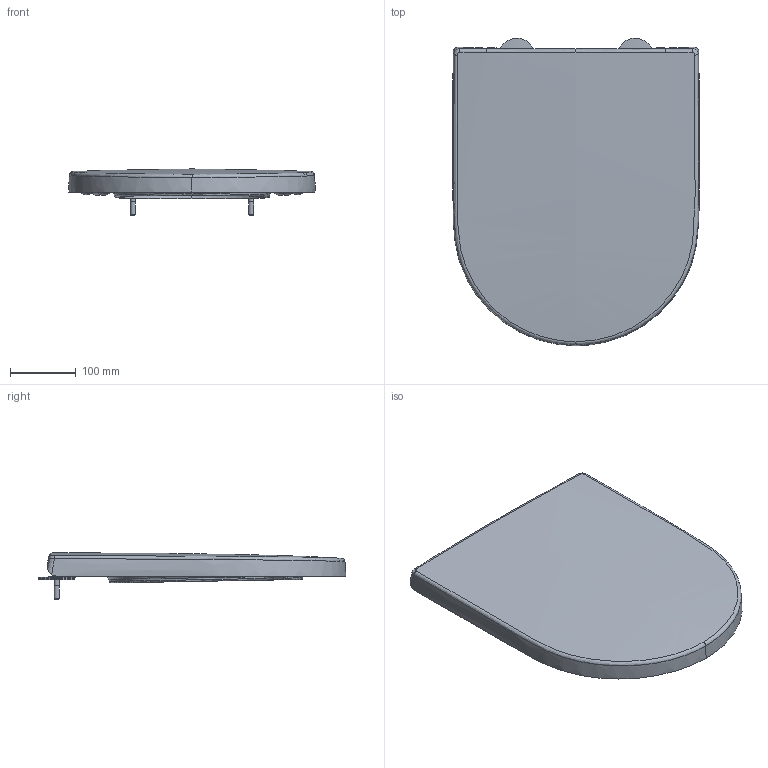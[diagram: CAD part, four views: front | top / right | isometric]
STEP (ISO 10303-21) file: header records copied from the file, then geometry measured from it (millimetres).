
FILE_DESCRIPTION(/* description */ (''),/* implementation_level */ '2;1');
FILE_NAME(/* name */ '8M4261_WCS.stp',/* time_stamp */ '2021-10-22T07:30:29+02:00',/* author */ (''),/* organization */ (''),/* preprocessor_version */ 'ST-DEVELOPER v18.1',/* originating_system */ 'SIEMENS PLM Software NX 1973',/* authorisation */ '');
FILE_SCHEMA (('AUTOMOTIVE_DESIGN { 1 0 10303 214 3 1 1 1 }'));
Products named in the file (1): Muel5EAC1F49d4oq
Bounding box: 375.19 x 467.94 x 70.13 mm (x, y, z)
Volume: 1491556.7 mm3; surface area: 615063.5 mm2
Topology: 10 solids, 10 shells, 486 faces, 1198 edges, 725 vertices
Faces by surface type: bspline 382, cylinder 36, plane 32, sphere 18, cone 10, torus 8
Full cylindrical faces by diameter (mm): 7.4 x2, 8 x6, 9 x2, 9.1 x2, 10 x2, 16.7 x2, 24 x2
Entity records: 86205 total; most frequent: CARTESIAN_POINT 78272, ORIENTED_EDGE 2244, EDGE_CURVE 1122, B_SPLINE_CURVE_WITH_KNOTS 938, VERTEX_POINT 698, EDGE_LOOP 538, ADVANCED_FACE 486, FACE_OUTER_BOUND 434
